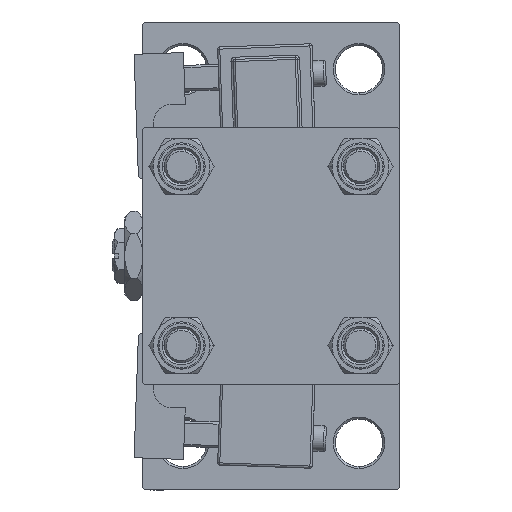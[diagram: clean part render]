
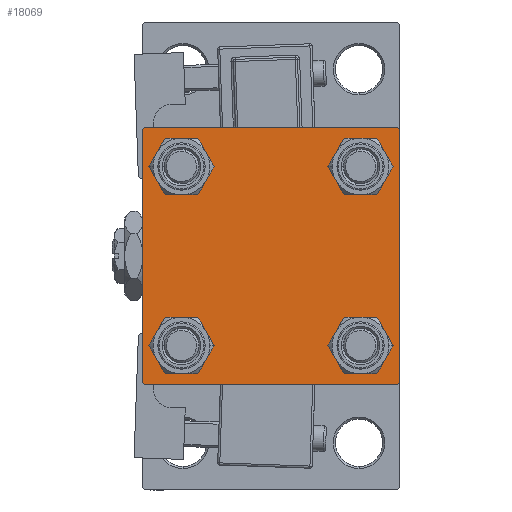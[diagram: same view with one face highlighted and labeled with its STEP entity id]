
A CAD part, left-side view. The second image highlights one B-rep face of the part: STEP entity #18069.
In plain terms, the highlighted planar face has unit normal (-1, 0, 0).
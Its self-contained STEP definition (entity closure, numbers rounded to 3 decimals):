
#587 = CARTESIAN_POINT ( 'NONE',  ( 0., 29.5, -30. ) ) ;
#820 = DIRECTION ( 'NONE',  ( 1., 0., 0. ) ) ;
#1088 = CARTESIAN_POINT ( 'NONE',  ( 0., -20.85, 20.85 ) ) ;
#1345 = VERTEX_POINT ( 'NONE', #52251 ) ;
#2558 = FACE_BOUND ( 'NONE', #42729, .T. ) ;
#2581 = DIRECTION ( 'NONE',  ( 1., 0., 0. ) ) ;
#2886 = ORIENTED_EDGE ( 'NONE', *, *, #8051, .T. ) ;
#3096 = DIRECTION ( 'NONE',  ( 0., 0., 1. ) ) ;
#3187 = EDGE_CURVE ( 'NONE', #1345, #27052, #21601, .T. ) ;
#3288 = EDGE_CURVE ( 'NONE', #45654, #16806, #10370, .T. ) ;
#3377 = AXIS2_PLACEMENT_3D ( 'NONE', #19134, #3725, #20186 ) ;
#3481 = ORIENTED_EDGE ( 'NONE', *, *, #36133, .T. ) ;
#3725 = DIRECTION ( 'NONE',  ( 1., 0., 0. ) ) ;
#4440 = DIRECTION ( 'NONE',  ( 0., -0.707, 0.707 ) ) ;
#5914 = DIRECTION ( 'NONE',  ( 0., 0., -1. ) ) ;
#6244 = CARTESIAN_POINT ( 'NONE',  ( 0., 30., 30. ) ) ;
#6912 = ORIENTED_EDGE ( 'NONE', *, *, #14925, .T. ) ;
#7027 = AXIS2_PLACEMENT_3D ( 'NONE', #12442, #41050, #21345 ) ;
#7170 = VECTOR ( 'NONE', #11548, 1000. ) ;
#7408 = AXIS2_PLACEMENT_3D ( 'NONE', #19817, #36019, #3096 ) ;
#7835 = VERTEX_POINT ( 'NONE', #8455 ) ;
#8051 = EDGE_CURVE ( 'NONE', #28155, #34379, #39789, .T. ) ;
#8346 = ORIENTED_EDGE ( 'NONE', *, *, #22059, .F. ) ;
#8455 = CARTESIAN_POINT ( 'NONE',  ( 0., 30., -29.5 ) ) ;
#8492 = CARTESIAN_POINT ( 'NONE',  ( 0., -29.75, -29.75 ) ) ;
#9009 = CARTESIAN_POINT ( 'NONE',  ( 0., -29.5, 30. ) ) ;
#9010 = EDGE_CURVE ( 'NONE', #18953, #16806, #30292, .T. ) ;
#9025 = VECTOR ( 'NONE', #37278, 1000. ) ;
#9247 = EDGE_CURVE ( 'NONE', #34379, #28155, #23471, .T. ) ;
#9260 = EDGE_CURVE ( 'NONE', #24194, #7835, #38594, .T. ) ;
#9318 = CARTESIAN_POINT ( 'NONE',  ( 0., -20.85, -20.85 ) ) ;
#10029 = DIRECTION ( 'NONE',  ( 0., -1., 0. ) ) ;
#10370 = LINE ( 'NONE', #27654, #34530 ) ;
#10466 = CARTESIAN_POINT ( 'NONE',  ( 0., 29.5, 30. ) ) ;
#10661 = FACE_BOUND ( 'NONE', #14106, .T. ) ;
#10733 = ORIENTED_EDGE ( 'NONE', *, *, #51278, .T. ) ;
#11351 = LINE ( 'NONE', #27829, #36270 ) ;
#11406 = EDGE_LOOP ( 'NONE', ( #2886, #31422 ) ) ;
#11548 = DIRECTION ( 'NONE',  ( 0., 0., -1. ) ) ;
#11809 = CARTESIAN_POINT ( 'NONE',  ( 0., -30., 30. ) ) ;
#12442 = CARTESIAN_POINT ( 'NONE',  ( 0., -20.85, 20.85 ) ) ;
#12810 = LINE ( 'NONE', #8492, #19357 ) ;
#13074 = VECTOR ( 'NONE', #10029, 1000. ) ;
#13111 = DIRECTION ( 'NONE',  ( 0., 0., 1. ) ) ;
#14060 = VERTEX_POINT ( 'NONE', #35983 ) ;
#14106 = EDGE_LOOP ( 'NONE', ( #3481, #10733 ) ) ;
#14282 = EDGE_LOOP ( 'NONE', ( #51355, #35425 ) ) ;
#14325 = EDGE_CURVE ( 'NONE', #34840, #17943, #28003, .T. ) ;
#14748 = DIRECTION ( 'NONE',  ( 0., 0., 1. ) ) ;
#14925 = EDGE_CURVE ( 'NONE', #7835, #47365, #24347, .T. ) ;
#14970 = DIRECTION ( 'NONE',  ( 0., 0.707, 0.707 ) ) ;
#14981 = PLANE ( 'NONE',  #7408 ) ;
#15544 = ORIENTED_EDGE ( 'NONE', *, *, #42087, .T. ) ;
#16053 = DIRECTION ( 'NONE',  ( 1., 0., 0. ) ) ;
#16434 = AXIS2_PLACEMENT_3D ( 'NONE', #9318, #42499, #13111 ) ;
#16806 = VERTEX_POINT ( 'NONE', #9009 ) ;
#17943 = VERTEX_POINT ( 'NONE', #33429 ) ;
#18069 = ADVANCED_FACE ( 'NONE', ( #53001, #2558, #10661, #19559, #35485 ), #14981, .T. ) ;
#18953 = VERTEX_POINT ( 'NONE', #10466 ) ;
#19134 = CARTESIAN_POINT ( 'NONE',  ( 0., 20.85, 20.85 ) ) ;
#19357 = VECTOR ( 'NONE', #4440, 1000. ) ;
#19559 = FACE_BOUND ( 'NONE', #14282, .T. ) ;
#19817 = CARTESIAN_POINT ( 'NONE',  ( 0., 0., 0. ) ) ;
#20037 = CARTESIAN_POINT ( 'NONE',  ( 0., -20.85, 16.35 ) ) ;
#20186 = DIRECTION ( 'NONE',  ( 0., 0., 1. ) ) ;
#21070 = DIRECTION ( 'NONE',  ( 0., -1., 0. ) ) ;
#21345 = DIRECTION ( 'NONE',  ( 0., 0., 1. ) ) ;
#21601 = CIRCLE ( 'NONE', #16434, 4.5 ) ;
#22059 = EDGE_CURVE ( 'NONE', #45654, #34804, #48261, .T. ) ;
#22690 = ORIENTED_EDGE ( 'NONE', *, *, #9260, .T. ) ;
#23109 = CARTESIAN_POINT ( 'NONE',  ( 0., -20.85, -20.85 ) ) ;
#23248 = DIRECTION ( 'NONE',  ( 0., 0.707, -0.707 ) ) ;
#23394 = CARTESIAN_POINT ( 'NONE',  ( 0., 20.85, 20.85 ) ) ;
#23471 = CIRCLE ( 'NONE', #26882, 4.5 ) ;
#24194 = VERTEX_POINT ( 'NONE', #24555 ) ;
#24347 = LINE ( 'NONE', #41596, #9025 ) ;
#24546 = AXIS2_PLACEMENT_3D ( 'NONE', #23394, #50912, #14748 ) ;
#24555 = CARTESIAN_POINT ( 'NONE',  ( 0., 30., 29.5 ) ) ;
#25279 = EDGE_LOOP ( 'NONE', ( #22690, #6912, #15544, #37068, #8346, #43608, #40225, #34576 ) ) ;
#25557 = DIRECTION ( 'NONE',  ( 0., 0., 1. ) ) ;
#25900 = VERTEX_POINT ( 'NONE', #31457 ) ;
#26176 = CARTESIAN_POINT ( 'NONE',  ( 0., 20.85, 25.35 ) ) ;
#26192 = DIRECTION ( 'NONE',  ( 0., 0., 1. ) ) ;
#26882 = AXIS2_PLACEMENT_3D ( 'NONE', #1088, #820, #26192 ) ;
#27052 = VERTEX_POINT ( 'NONE', #28357 ) ;
#27654 = CARTESIAN_POINT ( 'NONE',  ( 0., -29.75, 29.75 ) ) ;
#27829 = CARTESIAN_POINT ( 'NONE',  ( 0., 29.75, 29.75 ) ) ;
#27867 = EDGE_CURVE ( 'NONE', #25900, #34804, #12810, .T. ) ;
#28003 = CIRCLE ( 'NONE', #24546, 4.5 ) ;
#28155 = VERTEX_POINT ( 'NONE', #41632 ) ;
#28357 = CARTESIAN_POINT ( 'NONE',  ( 0., -20.85, -16.35 ) ) ;
#28621 = VECTOR ( 'NONE', #5914, 1000. ) ;
#29591 = DIRECTION ( 'NONE',  ( 1., 0., 0. ) ) ;
#30050 = CARTESIAN_POINT ( 'NONE',  ( 0., -30., 29.5 ) ) ;
#30127 = CIRCLE ( 'NONE', #3377, 4.5 ) ;
#30139 = DIRECTION ( 'NONE',  ( 0., 0., 1. ) ) ;
#30292 = LINE ( 'NONE', #6244, #13074 ) ;
#31422 = ORIENTED_EDGE ( 'NONE', *, *, #9247, .T. ) ;
#31457 = CARTESIAN_POINT ( 'NONE',  ( 0., -29.5, -30. ) ) ;
#32001 = CIRCLE ( 'NONE', #37161, 4.5 ) ;
#33429 = CARTESIAN_POINT ( 'NONE',  ( 0., 20.85, 16.35 ) ) ;
#33619 = CARTESIAN_POINT ( 'NONE',  ( 0., 20.85, -20.85 ) ) ;
#33740 = CARTESIAN_POINT ( 'NONE',  ( 0., 30., -30. ) ) ;
#34159 = EDGE_CURVE ( 'NONE', #27052, #1345, #35128, .T. ) ;
#34379 = VERTEX_POINT ( 'NONE', #20037 ) ;
#34530 = VECTOR ( 'NONE', #14970, 1000. ) ;
#34576 = ORIENTED_EDGE ( 'NONE', *, *, #51041, .T. ) ;
#34804 = VERTEX_POINT ( 'NONE', #46669 ) ;
#34840 = VERTEX_POINT ( 'NONE', #26176 ) ;
#35110 = VERTEX_POINT ( 'NONE', #40049 ) ;
#35128 = CIRCLE ( 'NONE', #45500, 4.5 ) ;
#35425 = ORIENTED_EDGE ( 'NONE', *, *, #41344, .T. ) ;
#35465 = ORIENTED_EDGE ( 'NONE', *, *, #34159, .T. ) ;
#35485 = FACE_OUTER_BOUND ( 'NONE', #25279, .T. ) ;
#35983 = CARTESIAN_POINT ( 'NONE',  ( 0., 20.85, -25.35 ) ) ;
#36019 = DIRECTION ( 'NONE',  ( -1., 0., 0. ) ) ;
#36133 = EDGE_CURVE ( 'NONE', #35110, #14060, #38676, .T. ) ;
#36270 = VECTOR ( 'NONE', #23248, 1000. ) ;
#37068 = ORIENTED_EDGE ( 'NONE', *, *, #27867, .T. ) ;
#37161 = AXIS2_PLACEMENT_3D ( 'NONE', #50897, #2581, #30139 ) ;
#37278 = DIRECTION ( 'NONE',  ( 0., -0.707, -0.707 ) ) ;
#38594 = LINE ( 'NONE', #46952, #28621 ) ;
#38676 = CIRCLE ( 'NONE', #42974, 4.5 ) ;
#39789 = CIRCLE ( 'NONE', #7027, 4.5 ) ;
#40049 = CARTESIAN_POINT ( 'NONE',  ( 0., 20.85, -16.35 ) ) ;
#40225 = ORIENTED_EDGE ( 'NONE', *, *, #9010, .F. ) ;
#40615 = DIRECTION ( 'NONE',  ( 0., 0., 1. ) ) ;
#41050 = DIRECTION ( 'NONE',  ( 1., 0., 0. ) ) ;
#41344 = EDGE_CURVE ( 'NONE', #17943, #34840, #30127, .T. ) ;
#41596 = CARTESIAN_POINT ( 'NONE',  ( 0., 29.75, -29.75 ) ) ;
#41632 = CARTESIAN_POINT ( 'NONE',  ( 0., -20.85, 25.35 ) ) ;
#42087 = EDGE_CURVE ( 'NONE', #47365, #25900, #49399, .T. ) ;
#42499 = DIRECTION ( 'NONE',  ( 1., 0., 0. ) ) ;
#42729 = EDGE_LOOP ( 'NONE', ( #35465, #47222 ) ) ;
#42974 = AXIS2_PLACEMENT_3D ( 'NONE', #33619, #29591, #25557 ) ;
#43608 = ORIENTED_EDGE ( 'NONE', *, *, #3288, .T. ) ;
#45500 = AXIS2_PLACEMENT_3D ( 'NONE', #23109, #16053, #40615 ) ;
#45654 = VERTEX_POINT ( 'NONE', #30050 ) ;
#46669 = CARTESIAN_POINT ( 'NONE',  ( 0., -30., -29.5 ) ) ;
#46952 = CARTESIAN_POINT ( 'NONE',  ( 0., 30., 30. ) ) ;
#47222 = ORIENTED_EDGE ( 'NONE', *, *, #3187, .T. ) ;
#47365 = VERTEX_POINT ( 'NONE', #587 ) ;
#48261 = LINE ( 'NONE', #11809, #7170 ) ;
#48282 = VECTOR ( 'NONE', #21070, 1000. ) ;
#49399 = LINE ( 'NONE', #33740, #48282 ) ;
#50897 = CARTESIAN_POINT ( 'NONE',  ( 0., 20.85, -20.85 ) ) ;
#50912 = DIRECTION ( 'NONE',  ( 1., 0., 0. ) ) ;
#51041 = EDGE_CURVE ( 'NONE', #18953, #24194, #11351, .T. ) ;
#51278 = EDGE_CURVE ( 'NONE', #14060, #35110, #32001, .T. ) ;
#51355 = ORIENTED_EDGE ( 'NONE', *, *, #14325, .T. ) ;
#52251 = CARTESIAN_POINT ( 'NONE',  ( 0., -20.85, -25.35 ) ) ;
#53001 = FACE_BOUND ( 'NONE', #11406, .T. ) ;
